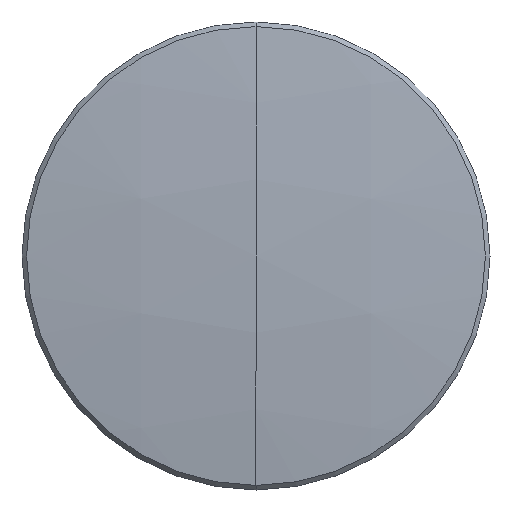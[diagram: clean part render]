
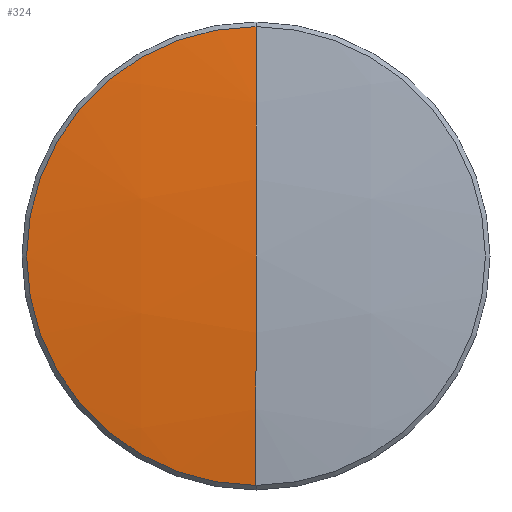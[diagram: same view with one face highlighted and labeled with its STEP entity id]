
A CAD part, front view. The second image highlights one B-rep face of the part: STEP entity #324.
In plain terms, the highlighted spherical face has radius 100 mm.
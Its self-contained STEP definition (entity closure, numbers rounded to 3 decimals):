
#10 = DIRECTION ( 'NONE',  ( -1., 0., 0. ) ) ;
#18 = VERTEX_POINT ( 'NONE', #143 ) ;
#34 = ORIENTED_EDGE ( 'NONE', *, *, #310, .T. ) ;
#47 = CIRCLE ( 'NONE', #224, 100. ) ;
#52 = CARTESIAN_POINT ( 'NONE',  ( 0., -0.722, 0. ) ) ;
#58 = ORIENTED_EDGE ( 'NONE', *, *, #327, .F. ) ;
#61 = DIRECTION ( 'NONE',  ( 0., 0., -1. ) ) ;
#67 = CIRCLE ( 'NONE', #134, 12.45 ) ;
#68 = CARTESIAN_POINT ( 'NONE',  ( 0., 98.5, 0. ) ) ;
#85 = DIRECTION ( 'NONE',  ( 0., 0., 1. ) ) ;
#89 = DIRECTION ( 'NONE',  ( 0., -1., 0. ) ) ;
#90 = CIRCLE ( 'NONE', #208, 100. ) ;
#102 = SPHERICAL_SURFACE ( 'NONE', #235, 100. ) ;
#108 = CARTESIAN_POINT ( 'NONE',  ( 0., 98.5, 0. ) ) ;
#111 = ORIENTED_EDGE ( 'NONE', *, *, #267, .T. ) ;
#118 = CARTESIAN_POINT ( 'NONE',  ( 0., 98.5, 0. ) ) ;
#119 = DIRECTION ( 'NONE',  ( -1., 0., 0. ) ) ;
#127 = VERTEX_POINT ( 'NONE', #167 ) ;
#134 = AXIS2_PLACEMENT_3D ( 'NONE', #52, #89, #61 ) ;
#143 = CARTESIAN_POINT ( 'NONE',  ( 0., -0.722, -12.45 ) ) ;
#167 = CARTESIAN_POINT ( 'NONE',  ( 0., -1.5, 0. ) ) ;
#178 = EDGE_LOOP ( 'NONE', ( #111, #34, #58 ) ) ;
#181 = DIRECTION ( 'NONE',  ( 0., 0., 1. ) ) ;
#193 = CARTESIAN_POINT ( 'NONE',  ( 0., -0.722, 12.45 ) ) ;
#201 = VERTEX_POINT ( 'NONE', #193 ) ;
#208 = AXIS2_PLACEMENT_3D ( 'NONE', #108, #10, #181 ) ;
#224 = AXIS2_PLACEMENT_3D ( 'NONE', #68, #252, #272 ) ;
#235 = AXIS2_PLACEMENT_3D ( 'NONE', #118, #119, #85 ) ;
#252 = DIRECTION ( 'NONE',  ( 1., 0., 0. ) ) ;
#267 = EDGE_CURVE ( 'NONE', #201, #18, #67, .T. ) ;
#272 = DIRECTION ( 'NONE',  ( 0., 0., -1. ) ) ;
#294 = FACE_OUTER_BOUND ( 'NONE', #178, .T. ) ;
#310 = EDGE_CURVE ( 'NONE', #18, #127, #90, .T. ) ;
#324 = ADVANCED_FACE ( 'NONE', ( #294 ), #102, .T. ) ;
#327 = EDGE_CURVE ( 'NONE', #201, #127, #47, .T. ) ;
